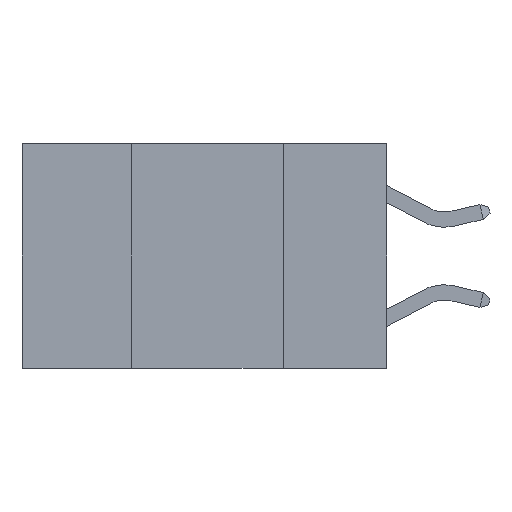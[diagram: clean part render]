
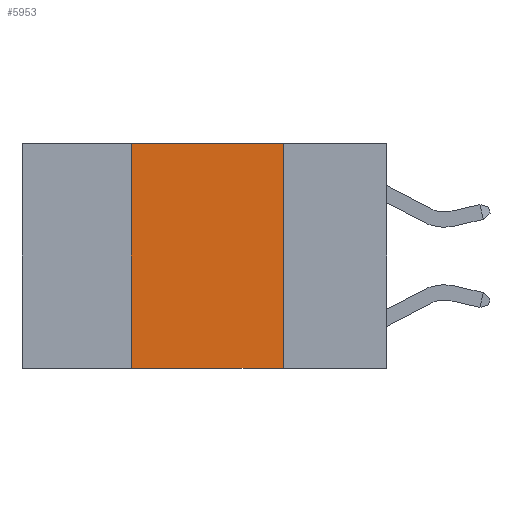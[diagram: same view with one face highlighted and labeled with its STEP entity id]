
A CAD part, left-side view. The second image highlights one B-rep face of the part: STEP entity #5953.
In plain terms, the highlighted planar face has unit normal (-1, 0, 0).
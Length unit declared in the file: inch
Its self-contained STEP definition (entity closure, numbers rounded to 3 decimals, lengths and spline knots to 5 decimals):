
#359 = CARTESIAN_POINT ( 'NONE',  ( 0., 0.42, -0.37 ) ) ;
#451 = VERTEX_POINT ( 'NONE', #1182 ) ;
#640 = DIRECTION ( 'NONE',  ( 0., 0., -1. ) ) ;
#1089 = ORIENTED_EDGE ( 'NONE', *, *, #9968, .T. ) ;
#1182 = CARTESIAN_POINT ( 'NONE',  ( 0., 0.17, -0.37 ) ) ;
#1279 = DIRECTION ( 'NONE',  ( 1., 0., 0. ) ) ;
#1718 = VECTOR ( 'NONE', #640, 39.37008 ) ;
#1763 = ORIENTED_EDGE ( 'NONE', *, *, #4977, .F. ) ;
#2417 = VECTOR ( 'NONE', #4017, 39.37008 ) ;
#2458 = CARTESIAN_POINT ( 'NONE',  ( 0., 0.42, 0. ) ) ;
#2477 = VERTEX_POINT ( 'NONE', #2458 ) ;
#2798 = VECTOR ( 'NONE', #4306, 39.37008 ) ;
#3158 = CARTESIAN_POINT ( 'NONE',  ( 0., 0.42, 0. ) ) ;
#3411 = CARTESIAN_POINT ( 'NONE',  ( 0., 0.6, -0.37 ) ) ;
#3423 = AXIS2_PLACEMENT_3D ( 'NONE', #9071, #1279, #7519 ) ;
#4003 = DIRECTION ( 'NONE',  ( 0., 0., 1. ) ) ;
#4017 = DIRECTION ( 'NONE',  ( 0., -1., 0. ) ) ;
#4306 = DIRECTION ( 'NONE',  ( 0., -1., 0. ) ) ;
#4481 = VERTEX_POINT ( 'NONE', #5300 ) ;
#4770 = PLANE ( 'NONE',  #3423 ) ;
#4977 = EDGE_CURVE ( 'NONE', #2477, #4481, #9308, .T. ) ;
#5150 = LINE ( 'NONE', #3411, #2798 ) ;
#5290 = VECTOR ( 'NONE', #4003, 39.37008 ) ;
#5300 = CARTESIAN_POINT ( 'NONE',  ( 0., 0.17, 0. ) ) ;
#5484 = EDGE_CURVE ( 'NONE', #4481, #451, #8408, .T. ) ;
#5597 = LINE ( 'NONE', #3158, #5290 ) ;
#5719 = EDGE_CURVE ( 'NONE', #6221, #2477, #5597, .T. ) ;
#5953 = ADVANCED_FACE ( 'NONE', ( #7163 ), #4770, .F. ) ;
#6053 = CARTESIAN_POINT ( 'NONE',  ( 0., 0.17, 0. ) ) ;
#6221 = VERTEX_POINT ( 'NONE', #359 ) ;
#6274 = ORIENTED_EDGE ( 'NONE', *, *, #5719, .F. ) ;
#7163 = FACE_OUTER_BOUND ( 'NONE', #9086, .T. ) ;
#7519 = DIRECTION ( 'NONE',  ( 0., 0., -1. ) ) ;
#8408 = LINE ( 'NONE', #6053, #1718 ) ;
#9071 = CARTESIAN_POINT ( 'NONE',  ( 0., 0.6, 0. ) ) ;
#9086 = EDGE_LOOP ( 'NONE', ( #10332, #1763, #6274, #1089 ) ) ;
#9308 = LINE ( 'NONE', #10027, #2417 ) ;
#9968 = EDGE_CURVE ( 'NONE', #6221, #451, #5150, .T. ) ;
#10027 = CARTESIAN_POINT ( 'NONE',  ( 0., 0.6, 0. ) ) ;
#10332 = ORIENTED_EDGE ( 'NONE', *, *, #5484, .F. ) ;
